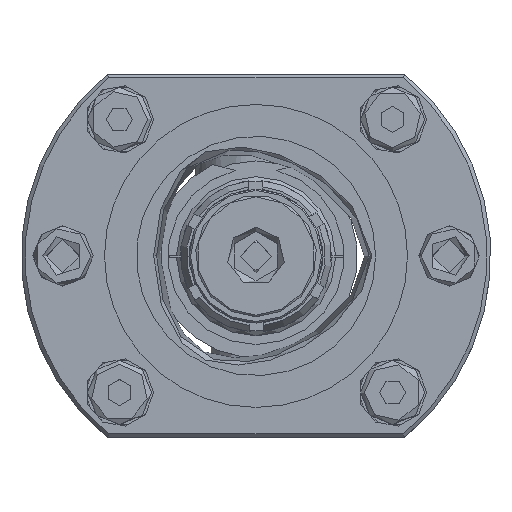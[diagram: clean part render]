
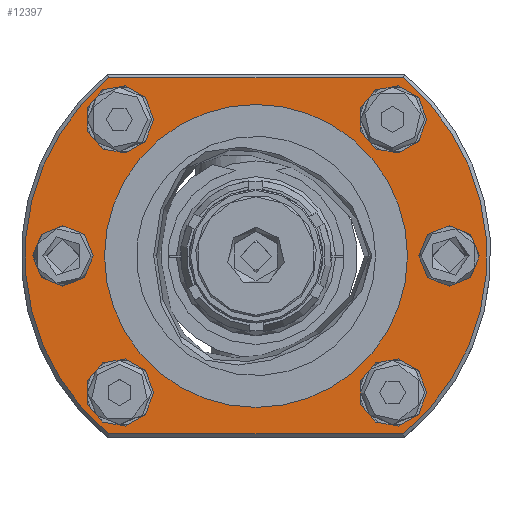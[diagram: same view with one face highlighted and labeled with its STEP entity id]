
A CAD part, top view. The second image highlights one B-rep face of the part: STEP entity #12397.
In plain terms, the highlighted planar face has unit normal (0, 0, 1).
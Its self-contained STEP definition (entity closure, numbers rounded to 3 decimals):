
#830=LINE($,#17373,#1691);
#833=LINE($,#17386,#1694);
#1691=VECTOR($,#14460,38.884);
#1694=VECTOR($,#14471,38.884);
#2510=PLANE($,#13251);
#2974=FACE_BOUND($,#4004,.T.);
#2975=FACE_BOUND($,#4005,.T.);
#2976=FACE_BOUND($,#4006,.T.);
#2977=FACE_BOUND($,#4007,.T.);
#2978=FACE_BOUND($,#4008,.T.);
#2979=FACE_BOUND($,#4009,.T.);
#2980=FACE_BOUND($,#4010,.T.);
#3212=FACE_OUTER_BOUND($,#4003,.T.);
#4003=EDGE_LOOP($,(#8629,#8630,#8631,#8632));
#4004=EDGE_LOOP($,(#8633));
#4005=EDGE_LOOP($,(#8634));
#4006=EDGE_LOOP($,(#8635));
#4007=EDGE_LOOP($,(#8636));
#4008=EDGE_LOOP($,(#8637));
#4009=EDGE_LOOP($,(#8638));
#4010=EDGE_LOOP($,(#8639));
#4884=CIRCLE($,#13243,30.5);
#4886=CIRCLE($,#13246,30.5);
#4889=CIRCLE($,#13252,4.);
#4890=CIRCLE($,#13253,4.);
#4891=CIRCLE($,#13254,4.5);
#4892=CIRCLE($,#13255,4.5);
#4893=CIRCLE($,#13256,4.5);
#4894=CIRCLE($,#13257,4.5);
#4895=CIRCLE($,#13258,20.);
#5392=VERTEX_POINT($,#17371);
#5393=VERTEX_POINT($,#17372);
#5398=VERTEX_POINT($,#17383);
#5399=VERTEX_POINT($,#17385);
#5403=VERTEX_POINT($,#17405);
#5404=VERTEX_POINT($,#17407);
#5405=VERTEX_POINT($,#17409);
#5406=VERTEX_POINT($,#17411);
#5407=VERTEX_POINT($,#17413);
#5408=VERTEX_POINT($,#17415);
#5409=VERTEX_POINT($,#17417);
#6676=EDGE_CURVE($,#5392,#5393,#830,.T.);
#6682=EDGE_CURVE($,#5398,#5399,#833,.T.);
#6684=EDGE_CURVE($,#5393,#5398,#4884,.T.);
#6686=EDGE_CURVE($,#5399,#5392,#4886,.T.);
#6693=EDGE_CURVE($,#5403,#5403,#4889,.T.);
#6694=EDGE_CURVE($,#5404,#5404,#4890,.T.);
#6695=EDGE_CURVE($,#5405,#5405,#4891,.T.);
#6696=EDGE_CURVE($,#5406,#5406,#4892,.T.);
#6697=EDGE_CURVE($,#5407,#5407,#4893,.T.);
#6698=EDGE_CURVE($,#5408,#5408,#4894,.T.);
#6699=EDGE_CURVE($,#5409,#5409,#4895,.T.);
#8629=ORIENTED_EDGE($,*,*,#6682,.F.);
#8630=ORIENTED_EDGE($,*,*,#6684,.F.);
#8631=ORIENTED_EDGE($,*,*,#6676,.F.);
#8632=ORIENTED_EDGE($,*,*,#6686,.F.);
#8633=ORIENTED_EDGE($,*,*,#6693,.F.);
#8634=ORIENTED_EDGE($,*,*,#6694,.F.);
#8635=ORIENTED_EDGE($,*,*,#6695,.F.);
#8636=ORIENTED_EDGE($,*,*,#6696,.F.);
#8637=ORIENTED_EDGE($,*,*,#6697,.F.);
#8638=ORIENTED_EDGE($,*,*,#6698,.F.);
#8639=ORIENTED_EDGE($,*,*,#6699,.F.);
#12397=ADVANCED_FACE($,(#3212,#2974,#2975,#2976,#2977,#2978,#2979,#2980),
#2510,.F.);
#13243=AXIS2_PLACEMENT_3D($,#17389,#14476,#14477);
#13246=AXIS2_PLACEMENT_3D($,#17392,#14482,#14483);
#13251=AXIS2_PLACEMENT_3D($,#17404,#14496,#14497);
#13252=AXIS2_PLACEMENT_3D($,#17406,#14498,#14499);
#13253=AXIS2_PLACEMENT_3D($,#17408,#14500,#14501);
#13254=AXIS2_PLACEMENT_3D($,#17410,#14502,#14503);
#13255=AXIS2_PLACEMENT_3D($,#17412,#14504,#14505);
#13256=AXIS2_PLACEMENT_3D($,#17414,#14506,#14507);
#13257=AXIS2_PLACEMENT_3D($,#17416,#14508,#14509);
#13258=AXIS2_PLACEMENT_3D($,#17418,#14510,#14511);
#14460=DIRECTION($,(1.,0.,0.));
#14471=DIRECTION($,(-1.,0.,0.));
#14476=DIRECTION('center_axis',(0.,0.,
-1.));
#14477=DIRECTION('ref_axis',(0.,-1.,0.));
#14482=DIRECTION('center_axis',(0.,0.,
-1.));
#14483=DIRECTION('ref_axis',(0.,-1.,0.));
#14496=DIRECTION('center_axis',(0.,0.,
-1.));
#14497=DIRECTION('ref_axis',(0.,1.,0.));
#14498=DIRECTION('center_axis',(0.,0.,1.));
#14499=DIRECTION('ref_axis',(1.,0.,0.));
#14500=DIRECTION('center_axis',(0.,0.,1.));
#14501=DIRECTION('ref_axis',(1.,0.,0.));
#14502=DIRECTION('center_axis',(0.,0.,1.));
#14503=DIRECTION('ref_axis',(1.,0.,0.));
#14504=DIRECTION('center_axis',(0.,0.,1.));
#14505=DIRECTION('ref_axis',(1.,0.,0.));
#14506=DIRECTION('center_axis',(0.,0.,1.));
#14507=DIRECTION('ref_axis',(1.,0.,0.));
#14508=DIRECTION('center_axis',(0.,0.,1.));
#14509=DIRECTION('ref_axis',(1.,0.,0.));
#14510=DIRECTION('center_axis',(0.,0.,
1.));
#14511=DIRECTION('ref_axis',(0.,-1.,0.));
#17371=CARTESIAN_POINT('',(-19.442,23.5,-0.3));
#17372=CARTESIAN_POINT('',(19.442,23.5,-0.3));
#17373=CARTESIAN_POINT($,(0.,23.5,-0.3));
#17383=CARTESIAN_POINT('',(19.442,-23.5,-0.3));
#17385=CARTESIAN_POINT('',(-19.442,-23.5,-0.3));
#17386=CARTESIAN_POINT($,(0.,-23.5,-0.3));
#17389=CARTESIAN_POINT('Origin',(0.,0.,
-0.3));
#17392=CARTESIAN_POINT('Origin',(0.,0.,
-0.3));
#17404=CARTESIAN_POINT('Origin',(0.,20.,-0.3));
#17405=CARTESIAN_POINT('',(-21.5,0.,-0.3));
#17406=CARTESIAN_POINT('Origin',(-25.5,0.,-0.3));
#17407=CARTESIAN_POINT('',(29.5,0.,-0.3));
#17408=CARTESIAN_POINT('Origin',(25.5,0.,-0.3));
#17409=CARTESIAN_POINT('',(-13.531,18.031,-0.3));
#17410=CARTESIAN_POINT('Origin',(-18.031,18.031,-0.3));
#17411=CARTESIAN_POINT('',(22.531,18.031,-0.3));
#17412=CARTESIAN_POINT('Origin',(18.031,18.031,-0.3));
#17413=CARTESIAN_POINT('',(22.531,-18.031,-0.3));
#17414=CARTESIAN_POINT('Origin',(18.031,-18.031,-0.3));
#17415=CARTESIAN_POINT('',(-13.531,-18.031,-0.3));
#17416=CARTESIAN_POINT('Origin',(-18.031,-18.031,-0.3));
#17417=CARTESIAN_POINT('',(0.,-20.,-0.3));
#17418=CARTESIAN_POINT('Origin',(0.,0.,-0.3));
